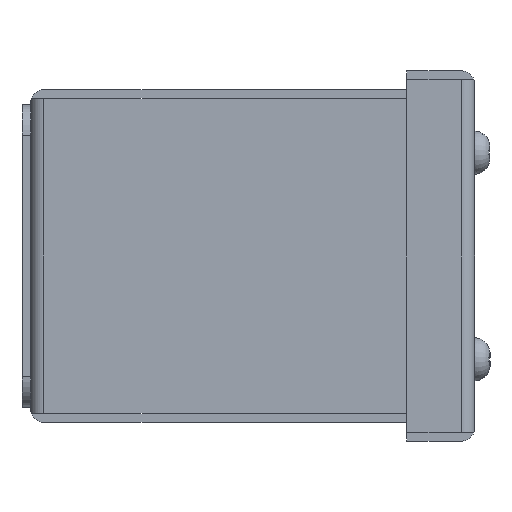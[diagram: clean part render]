
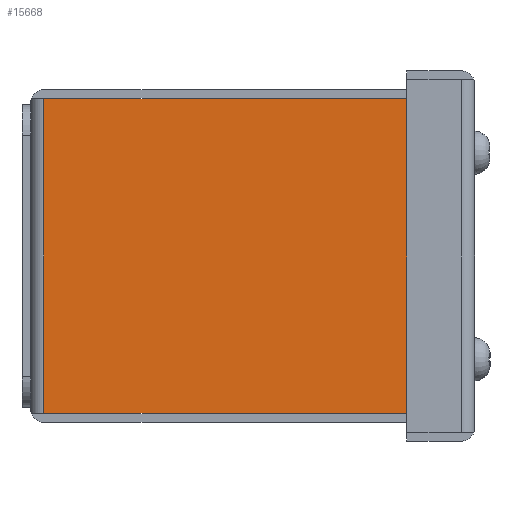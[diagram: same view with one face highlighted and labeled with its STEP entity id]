
A CAD part, front view. The second image highlights one B-rep face of the part: STEP entity #15668.
In plain terms, the highlighted face is planar.
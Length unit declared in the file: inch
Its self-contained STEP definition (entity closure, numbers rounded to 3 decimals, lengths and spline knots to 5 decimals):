
#1075 = CARTESIAN_POINT ( 'NONE',  ( 1.30221, 0., -3.5 ) ) ;
#2268 = EDGE_CURVE ( 'NONE', #28975, #18587, #24787, .T. ) ;
#4884 = VECTOR ( 'NONE', #12257, 39.37008 ) ;
#4947 = CARTESIAN_POINT ( 'NONE',  ( -1.30221, -3.392, -3.5 ) ) ;
#5055 = CARTESIAN_POINT ( 'NONE',  ( 1.267, -0.108, -3.5 ) ) ;
#5962 = ORIENTED_EDGE ( 'NONE', *, *, #7777, .F. ) ;
#6643 = EDGE_CURVE ( 'NONE', #11280, #20565, #21959, .T. ) ;
#6721 = CARTESIAN_POINT ( 'NONE',  ( 1.30221, -0.108, -3.5 ) ) ;
#7777 = EDGE_CURVE ( 'NONE', #20565, #28975, #28810, .T. ) ;
#7846 = DIRECTION ( 'NONE',  ( 0., 1., 0. ) ) ;
#8967 = ORIENTED_EDGE ( 'NONE', *, *, #6643, .F. ) ;
#11280 = VERTEX_POINT ( 'NONE', #15266 ) ;
#11433 = EDGE_LOOP ( 'NONE', ( #13971, #12452, #5962, #8967 ) ) ;
#11610 = DIRECTION ( 'NONE',  ( 1., 0., 0. ) ) ;
#11634 = CARTESIAN_POINT ( 'NONE',  ( -9.031, -3.392, -3.5 ) ) ;
#12257 = DIRECTION ( 'NONE',  ( -1., 0., 0. ) ) ;
#12319 = VECTOR ( 'NONE', #23591, 39.37008 ) ;
#12452 = ORIENTED_EDGE ( 'NONE', *, *, #2268, .F. ) ;
#13875 = PLANE ( 'NONE',  #22012 ) ;
#13971 = ORIENTED_EDGE ( 'NONE', *, *, #16842, .F. ) ;
#15266 = CARTESIAN_POINT ( 'NONE',  ( 1.30221, -3.392, -3.5 ) ) ;
#15668 = ADVANCED_FACE ( 'NONE', ( #26828 ), #13875, .F. ) ;
#16842 = EDGE_CURVE ( 'NONE', #18587, #11280, #26858, .T. ) ;
#18587 = VERTEX_POINT ( 'NONE', #4947 ) ;
#19125 = VECTOR ( 'NONE', #25680, 39.37008 ) ;
#20565 = VERTEX_POINT ( 'NONE', #6721 ) ;
#20911 = CARTESIAN_POINT ( 'NONE',  ( -1.30221, 39.37008, -3.5 ) ) ;
#21959 = LINE ( 'NONE', #1075, #24183 ) ;
#22012 = AXIS2_PLACEMENT_3D ( 'NONE', #30085, #25657, #11610 ) ;
#23591 = DIRECTION ( 'NONE',  ( 0., -1., 0. ) ) ;
#24183 = VECTOR ( 'NONE', #7846, 39.37008 ) ;
#24787 = LINE ( 'NONE', #20911, #12319 ) ;
#25657 = DIRECTION ( 'NONE',  ( 0., 0., 1. ) ) ;
#25680 = DIRECTION ( 'NONE',  ( 1., 0., 0. ) ) ;
#26828 = FACE_OUTER_BOUND ( 'NONE', #11433, .T. ) ;
#26858 = LINE ( 'NONE', #11634, #19125 ) ;
#28741 = CARTESIAN_POINT ( 'NONE',  ( -1.30221, -0.108, -3.5 ) ) ;
#28810 = LINE ( 'NONE', #5055, #4884 ) ;
#28975 = VERTEX_POINT ( 'NONE', #28741 ) ;
#30085 = CARTESIAN_POINT ( 'NONE',  ( -9.031, 0., -3.5 ) ) ;
